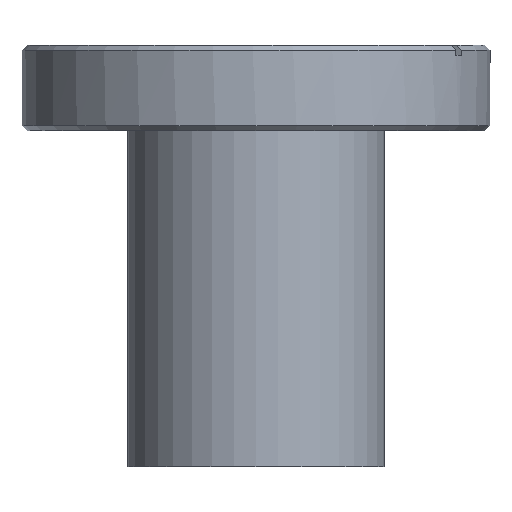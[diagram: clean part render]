
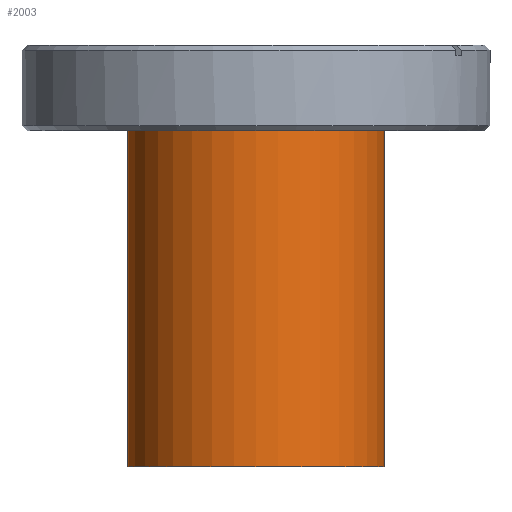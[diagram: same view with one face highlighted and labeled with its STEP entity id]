
A CAD part, left-side view. The second image highlights one B-rep face of the part: STEP entity #2003.
In plain terms, the highlighted cylindrical face has radius 19.05 mm (diameter 38.1 mm), a partial arc.
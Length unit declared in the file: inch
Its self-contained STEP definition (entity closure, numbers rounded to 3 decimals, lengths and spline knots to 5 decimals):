
#972 = DIRECTION ( 'NONE',  ( 0., 0., 1. ) ) ;
#973 = VECTOR ( 'NONE', #972, 39.37008 ) ;
#976 = LINE ( 'NONE', #981, #1034 ) ;
#977 = CARTESIAN_POINT ( 'NONE',  ( 0., -0.75, -2.25 ) ) ;
#978 = LINE ( 'NONE', #977, #973 ) ;
#981 = CARTESIAN_POINT ( 'NONE',  ( 0., 0.75, -2.25 ) ) ;
#986 = AXIS2_PLACEMENT_3D ( 'NONE', #1042, #1041, #994 ) ;
#988 = DIRECTION ( 'NONE',  ( 0., 1., 0. ) ) ;
#989 = AXIS2_PLACEMENT_3D ( 'NONE', #995, #1076, #988 ) ;
#994 = DIRECTION ( 'NONE',  ( 0., -1., 0. ) ) ;
#995 = CARTESIAN_POINT ( 'NONE',  ( 0., 0., 0. ) ) ;
#1001 = CARTESIAN_POINT ( 'NONE',  ( 0., -0.75, -2.25 ) ) ;
#1007 = CARTESIAN_POINT ( 'NONE',  ( 0., -0.75, 0. ) ) ;
#1010 = CARTESIAN_POINT ( 'NONE',  ( 0., 0.75, -2.25 ) ) ;
#1012 = DIRECTION ( 'NONE',  ( 0., 1., 0. ) ) ;
#1013 = DIRECTION ( 'NONE',  ( 0., 0., -1. ) ) ;
#1014 = AXIS2_PLACEMENT_3D ( 'NONE', #1022, #1013, #1012 ) ;
#1022 = CARTESIAN_POINT ( 'NONE',  ( 0., 0., -2.25 ) ) ;
#1025 = CYLINDRICAL_SURFACE ( 'NONE', #986, 0.75 ) ;
#1026 = FACE_OUTER_BOUND ( 'NONE', #1960, .T. ) ;
#1033 = DIRECTION ( 'NONE',  ( 0., 0., 1. ) ) ;
#1034 = VECTOR ( 'NONE', #1033, 39.37008 ) ;
#1036 = CARTESIAN_POINT ( 'NONE',  ( 0., 0.75, 0. ) ) ;
#1041 = DIRECTION ( 'NONE',  ( 0., 0., 1. ) ) ;
#1042 = CARTESIAN_POINT ( 'NONE',  ( 0., 0., -2.25 ) ) ;
#1068 = CIRCLE ( 'NONE', #989, 0.75 ) ;
#1076 = DIRECTION ( 'NONE',  ( 0., 0., -1. ) ) ;
#1084 = CIRCLE ( 'NONE', #1014, 0.75 ) ;
#1960 = EDGE_LOOP ( 'NONE', ( #2005, #2007, #2009, #2008 ) ) ;
#2003 = ADVANCED_FACE ( 'NONE', ( #1026 ), #1025, .T. ) ;
#2004 = EDGE_CURVE ( 'NONE', #2061, #2062, #1068, .T. ) ;
#2005 = ORIENTED_EDGE ( 'NONE', *, *, #2060, .F. ) ;
#2007 = ORIENTED_EDGE ( 'NONE', *, *, #2043, .F. ) ;
#2008 = ORIENTED_EDGE ( 'NONE', *, *, #2004, .T. ) ;
#2009 = ORIENTED_EDGE ( 'NONE', *, *, #2058, .T. ) ;
#2043 = EDGE_CURVE ( 'NONE', #2056, #2055, #1084, .T. ) ;
#2055 = VERTEX_POINT ( 'NONE', #1010 ) ;
#2056 = VERTEX_POINT ( 'NONE', #1001 ) ;
#2058 = EDGE_CURVE ( 'NONE', #2056, #2061, #978, .T. ) ;
#2060 = EDGE_CURVE ( 'NONE', #2055, #2062, #976, .T. ) ;
#2061 = VERTEX_POINT ( 'NONE', #1007 ) ;
#2062 = VERTEX_POINT ( 'NONE', #1036 ) ;
